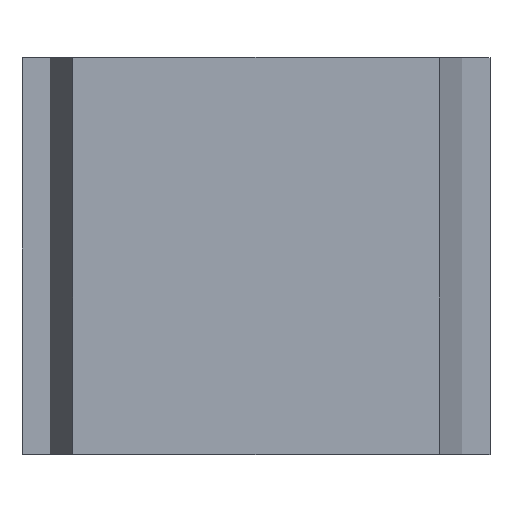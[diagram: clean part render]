
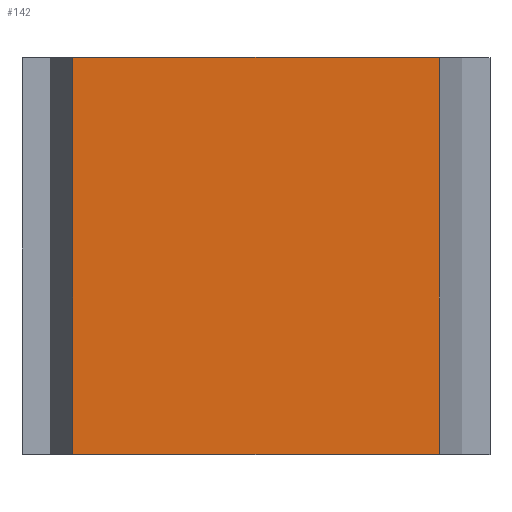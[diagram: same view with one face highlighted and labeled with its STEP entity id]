
A CAD part, top view. The second image highlights one B-rep face of the part: STEP entity #142.
In plain terms, the highlighted planar face has unit normal (0, 0, 1).
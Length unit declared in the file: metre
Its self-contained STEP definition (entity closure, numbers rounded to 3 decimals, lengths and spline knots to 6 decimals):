
#84 = EDGE_CURVE( '', #208, #209, #210, .T. );
#142 = ADVANCED_FACE( '', ( #292 ), #293, .F. );
#154 = EDGE_CURVE( '', #205, #209, #306, .T. );
#160 = EDGE_CURVE( '', #289, #205, #313, .T. );
#170 = EDGE_CURVE( '', #289, #208, #325, .T. );
#205 = VERTEX_POINT( '', #357 );
#208 = VERTEX_POINT( '', #362 );
#209 = VERTEX_POINT( '', #363 );
#210 = LINE( '', #364, #365 );
#289 = VERTEX_POINT( '', #483 );
#292 = FACE_OUTER_BOUND( '', #487, .T. );
#293 = PLANE( '', #488 );
#306 = LINE( '', #510, #511 );
#313 = LINE( '', #521, #522 );
#325 = LINE( '', #539, #540 );
#357 = CARTESIAN_POINT( '', ( -0.00196, -0.00212, 0.001114 ) );
#362 = CARTESIAN_POINT( '', ( 0.00196, 0.00212, 0.001114 ) );
#363 = CARTESIAN_POINT( '', ( -0.00196, 0.00212, 0.001114 ) );
#364 = CARTESIAN_POINT( '', ( 0.00196, 0.00212, 0.001114 ) );
#365 = VECTOR( '', #558, 1. );
#483 = CARTESIAN_POINT( '', ( 0.00196, -0.00212, 0.001114 ) );
#487 = EDGE_LOOP( '', ( #660, #661, #662, #663 ) );
#488 = AXIS2_PLACEMENT_3D( '', #664, #665, #666 );
#510 = CARTESIAN_POINT( '', ( -0.00196, -0.00212, 0.001114 ) );
#511 = VECTOR( '', #679, 1. );
#521 = CARTESIAN_POINT( '', ( 0.00196, -0.00212, 0.001114 ) );
#522 = VECTOR( '', #689, 1. );
#539 = CARTESIAN_POINT( '', ( 0.00196, -0.00212, 0.001114 ) );
#540 = VECTOR( '', #708, 1. );
#558 = DIRECTION( '', ( -1., 0., 0. ) );
#660 = ORIENTED_EDGE( '', *, *, #84, .T. );
#661 = ORIENTED_EDGE( '', *, *, #154, .F. );
#662 = ORIENTED_EDGE( '', *, *, #160, .F. );
#663 = ORIENTED_EDGE( '', *, *, #170, .T. );
#664 = CARTESIAN_POINT( '', ( 0.00196, -0.00212, 0.001114 ) );
#665 = DIRECTION( '', ( 0., 0., -1. ) );
#666 = DIRECTION( '', ( 0., -1., 0. ) );
#679 = DIRECTION( '', ( 0., 1., 0. ) );
#689 = DIRECTION( '', ( -1., 0., 0. ) );
#708 = DIRECTION( '', ( 0., 1., 0. ) );
